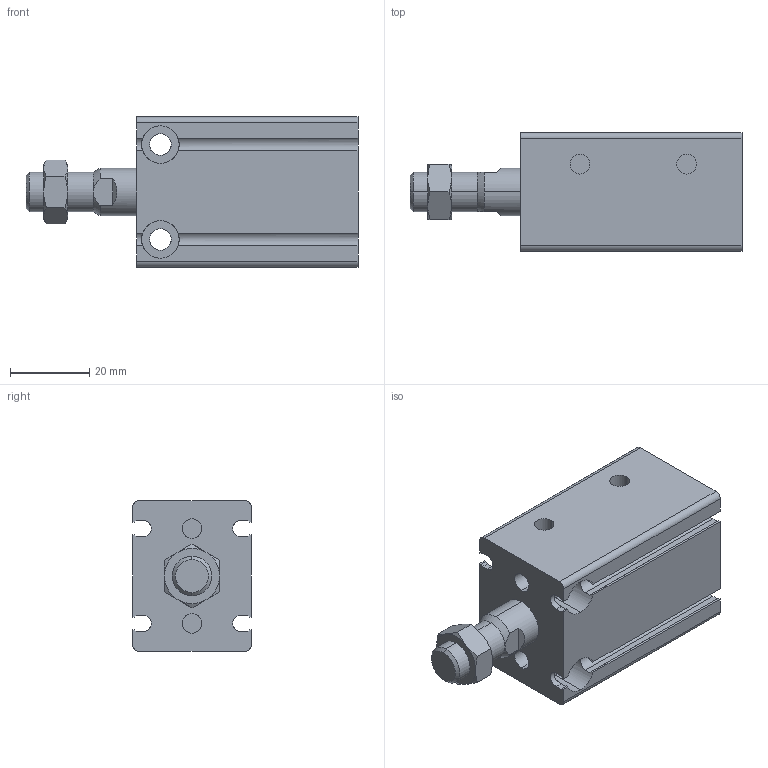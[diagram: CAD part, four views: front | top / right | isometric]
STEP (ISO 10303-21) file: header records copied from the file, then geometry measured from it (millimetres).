
FILE_DESCRIPTION( (''), '2;1');
FILE_NAME ('BCTA25X5-B.stp','2022-04-04T20:36:13',(''),(''),'spGate 12.6.6','','');
FILE_SCHEMA (('AUTOMOTIVE_DESIGN'));
Length unit declared in the file: millimetre
Products named in the file (4): Assembly; BCTA25X5-B-prt0; BCTA25X5-B-prt1; BCTA25X5-B-prt2
Assembly tree (3 placements, depth 2):
  Assembly
    BCTA25X5-B-prt0
    BCTA25X5-B-prt1
    BCTA25X5-B-prt2
Bounding box: 84 x 30 x 38 mm (x, y, z)
Volume: 55677.3 mm3; surface area: 23102.1 mm2
Topology: 3 solids, 3 shells, 195 faces, 490 edges, 320 vertices
Faces by surface type: plane 98, cylinder 77, bspline 20
Entity records: 10450 total; most frequent: CARTESIAN_POINT 1935, ORIENTED_EDGE 980, DIRECTION 898, COLOUR_RGB 688, PRESENTATION_STYLE_ASSIGNMENT 688, STYLED_ITEM 688, EDGE_CURVE 490, DRAUGHTING_PRE_DEFINED_CURVE_FONT 490
